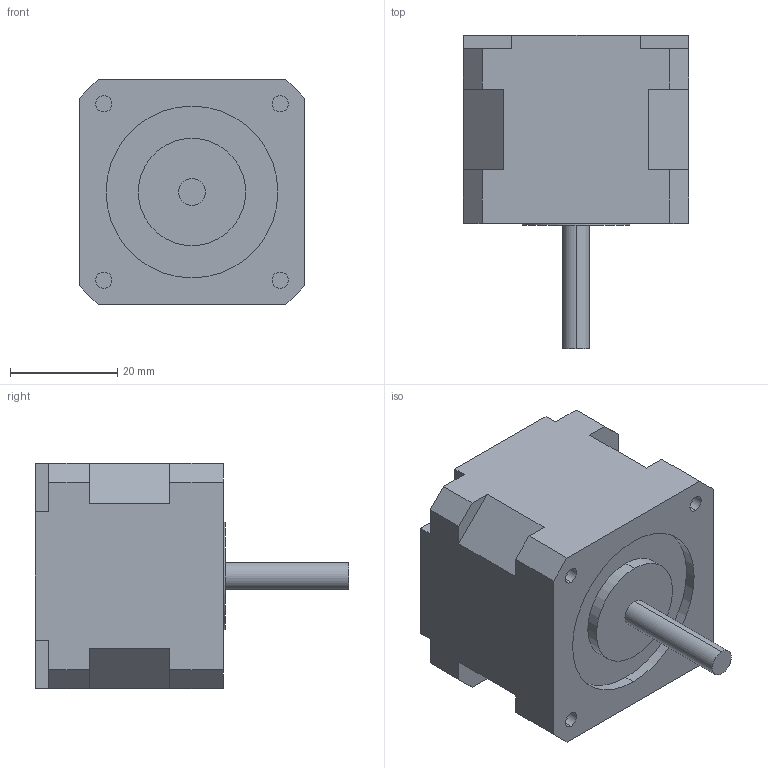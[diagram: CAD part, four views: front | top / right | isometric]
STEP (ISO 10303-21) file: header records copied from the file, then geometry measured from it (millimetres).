
FILE_DESCRIPTION (( 'STEP AP203' ), '1' );
FILE_NAME ('Part8.STEP', '2024-12-29T17:56:38', ( '' ), ( '' ), 'SwSTEP 2.0', 'SolidWorks 2023', '' );
FILE_SCHEMA (( 'CONFIG_CONTROL_DESIGN' ));
Length unit declared in the file: millimetre
Products named in the file (1): Part8
Bounding box: 42 x 58.3 x 42 mm (x, y, z)
Volume: 58229.3 mm3; surface area: 10019.8 mm2
Topology: 1 solids, 1 shells, 71 faces, 174 edges, 116 vertices
Faces by surface type: plane 49, cylinder 22
Entity records: 2169 total; most frequent: DIRECTION 362, CARTESIAN_POINT 362, ORIENTED_EDGE 348, EDGE_CURVE 174, LINE 130, VECTOR 130, VERTEX_POINT 116, AXIS2_PLACEMENT_3D 116
